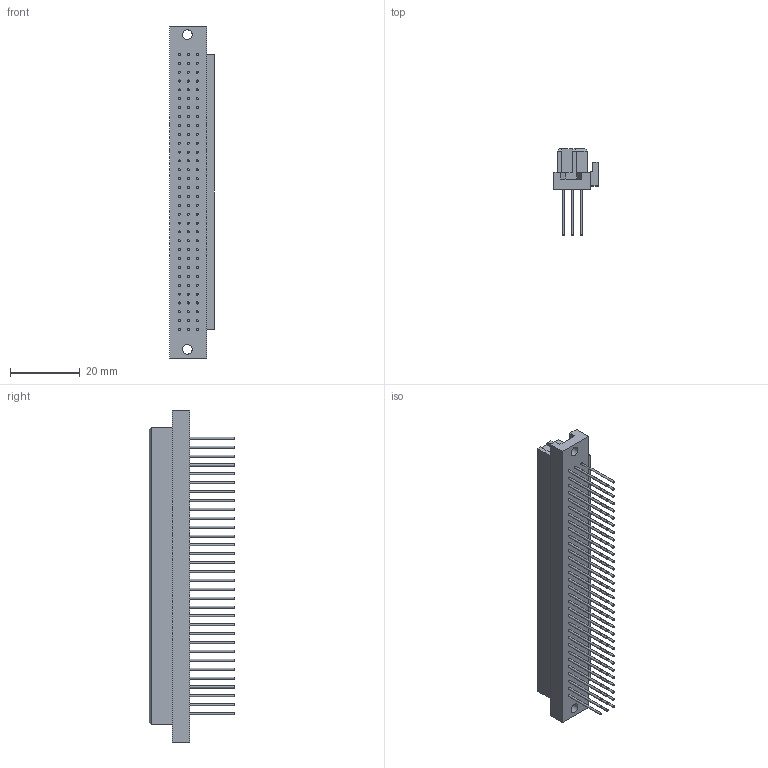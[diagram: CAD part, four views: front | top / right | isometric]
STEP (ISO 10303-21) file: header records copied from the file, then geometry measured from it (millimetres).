
FILE_DESCRIPTION(/* description */ (''),/* implementation_level */ '2;1');
FILE_NAME(/* name */ '100121378ugm000_b.stp',/* time_stamp */ '2014-06-12T12:22:06+02:00',/* author */ (''),/* organization */ (''),/* preprocessor_version */ 'ST-DEVELOPER v15',/* originating_system */ 'SIEMENS PLM Software NX 8.5',/* authorisation */ '');
FILE_SCHEMA (('AUTOMOTIVE_DESIGN { 1 0 10303 214 3 1 1 1 }'));
Length unit declared in the file: millimetre
Products named in the file (1): 100121378ugm000_b
Bounding box: 12.7 x 24.6 x 95 mm (x, y, z)
Volume: 10405 mm3; surface area: 8068.7 mm2
Topology: 1 solids, 1 shells, 906 faces, 2164 edges, 1440 vertices
Faces by surface type: plane 808, cylinder 98
Full cylindrical faces by diameter (mm): 0.6 x96, 2.8 x2
Entity records: 28016 total; most frequent: CARTESIAN_POINT 4413, ORIENTED_EDGE 4132, DIRECTION 4076, EDGE_CURVE 2066, LINE 1870, VECTOR 1870, VERTEX_POINT 1440, EDGE_LOOP 1212
